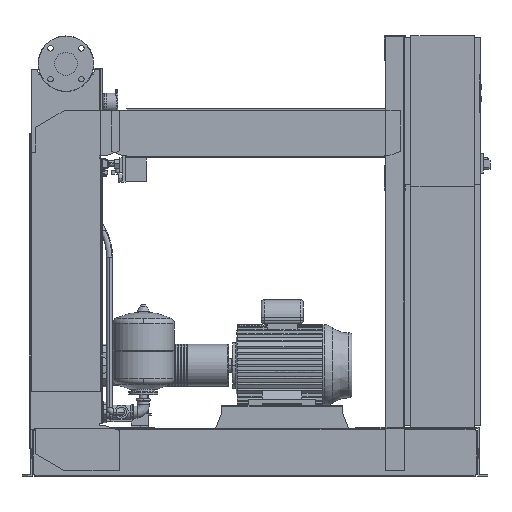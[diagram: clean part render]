
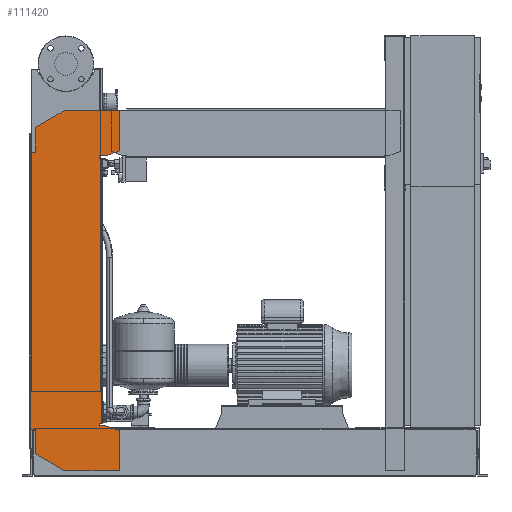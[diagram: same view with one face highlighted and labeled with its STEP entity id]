
A CAD part, front view. The second image highlights one B-rep face of the part: STEP entity #111420.
In plain terms, the highlighted free-form (B-spline) face has degree [1, 1] with [2, 2] control points.
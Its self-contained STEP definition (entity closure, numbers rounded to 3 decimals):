
#110905=CARTESIAN_POINT('',(-102.0,-463.5,1076.0));
#110906=VERTEX_POINT('',#110905);
#110913=CARTESIAN_POINT('',(-102.0,-463.5,1158.574));
#110914=VERTEX_POINT('',#110913);
#110915=CARTESIAN_POINT('',(-102.0,-463.5,1076.0));
#110916=DIRECTION('',(0.0,0.0,1.0));
#110917=VECTOR('',#110916,82.574);
#110918=LINE('',#110915,#110917);
#110919=EDGE_CURVE('',#110906,#110914,#110918,.T.);
#110937=CARTESIAN_POINT('',(-6.,-463.5,1214.0));
#110938=VERTEX_POINT('',#110937);
#110939=CARTESIAN_POINT('',(-102.0,-463.5,1158.574));
#110940=DIRECTION('',(0.866,0.0,0.5));
#110941=VECTOR('',#110940,110.851);
#110942=LINE('',#110939,#110941);
#110943=EDGE_CURVE('',#110914,#110938,#110942,.T.);
#110961=CARTESIAN_POINT('',(177.0,-463.5,1214.0));
#110962=VERTEX_POINT('',#110961);
#110963=CARTESIAN_POINT('',(-6.,-463.5,1214.0));
#110964=DIRECTION('',(1.0,0.0,0.0));
#110965=VECTOR('',#110964,183.0);
#110966=LINE('',#110963,#110965);
#110967=EDGE_CURVE('',#110938,#110962,#110966,.T.);
#110985=CARTESIAN_POINT('',(177.0,-463.5,1080.379));
#110986=VERTEX_POINT('',#110985);
#110987=CARTESIAN_POINT('',(177.0,-463.5,1214.0));
#110988=DIRECTION('',(0.0,0.0,-1.0));
#110989=VECTOR('',#110988,133.621);
#110990=LINE('',#110987,#110989);
#110991=EDGE_CURVE('',#110962,#110986,#110990,.T.);
#111009=CARTESIAN_POINT('',(132.,-463.5,1064.0));
#111010=VERTEX_POINT('',#111009);
#111011=CARTESIAN_POINT('',(177.0,-463.5,1080.379));
#111012=DIRECTION('',(-0.94,0.0,-0.342));
#111013=VECTOR('',#111012,47.888);
#111014=LINE('',#111011,#111013);
#111015=EDGE_CURVE('',#110986,#111010,#111014,.T.);
#111033=CARTESIAN_POINT('',(112.0,-463.5,1064.0));
#111034=VERTEX_POINT('',#111033);
#111035=CARTESIAN_POINT('',(132.,-463.5,1064.0));
#111036=DIRECTION('',(-1.0,0.0,0.0));
#111037=VECTOR('',#111036,20.);
#111038=LINE('',#111035,#111037);
#111039=EDGE_CURVE('',#111010,#111034,#111038,.T.);
#111057=CARTESIAN_POINT('',(112.0,-463.5,1056.0));
#111058=VERTEX_POINT('',#111057);
#111059=CARTESIAN_POINT('',(112.0,-463.5,1064.0));
#111060=DIRECTION('',(0.0,0.0,-1.0));
#111061=VECTOR('',#111060,8.0);
#111062=LINE('',#111059,#111061);
#111063=EDGE_CURVE('',#111034,#111058,#111062,.T.);
#111081=CARTESIAN_POINT('',(120.,-463.5,1056.0));
#111082=VERTEX_POINT('',#111081);
#111083=CARTESIAN_POINT('',(112.0,-463.5,1056.0));
#111084=DIRECTION('',(1.0,0.0,0.0));
#111085=VECTOR('',#111084,8.);
#111086=LINE('',#111083,#111085);
#111087=EDGE_CURVE('',#111058,#111082,#111086,.T.);
#111105=CARTESIAN_POINT('',(120.,-463.5,176.));
#111106=VERTEX_POINT('',#111105);
#111117=CARTESIAN_POINT('',(120.,-463.5,1056.0));
#111118=DIRECTION('',(0.0,0.0,-1.0));
#111119=VECTOR('',#111118,880.);
#111120=LINE('',#111117,#111119);
#111121=EDGE_CURVE('',#111082,#111106,#111120,.T.);
#111135=CARTESIAN_POINT('',(112.,-463.5,176.));
#111136=VERTEX_POINT('',#111135);
#111137=CARTESIAN_POINT('',(120.,-463.5,176.));
#111138=DIRECTION('',(-1.0,0.0,0.0));
#111139=VECTOR('',#111138,8.);
#111140=LINE('',#111137,#111139);
#111141=EDGE_CURVE('',#111106,#111136,#111140,.T.);
#111159=CARTESIAN_POINT('',(112.,-463.5,168.));
#111160=VERTEX_POINT('',#111159);
#111161=CARTESIAN_POINT('',(112.,-463.5,176.));
#111162=DIRECTION('',(0.0,0.0,-1.0));
#111163=VECTOR('',#111162,8.0);
#111164=LINE('',#111161,#111163);
#111165=EDGE_CURVE('',#111136,#111160,#111164,.T.);
#111183=CARTESIAN_POINT('',(132.,-463.5,168.));
#111184=VERTEX_POINT('',#111183);
#111185=CARTESIAN_POINT('',(112.,-463.5,168.));
#111186=DIRECTION('',(1.0,0.0,0.0));
#111187=VECTOR('',#111186,20.0);
#111188=LINE('',#111185,#111187);
#111189=EDGE_CURVE('',#111160,#111184,#111188,.T.);
#111207=CARTESIAN_POINT('',(177.,-463.5,151.621));
#111208=VERTEX_POINT('',#111207);
#111209=CARTESIAN_POINT('',(132.,-463.5,168.));
#111210=DIRECTION('',(0.94,0.0,-0.342));
#111211=VECTOR('',#111210,47.888);
#111212=LINE('',#111209,#111211);
#111213=EDGE_CURVE('',#111184,#111208,#111212,.T.);
#111231=CARTESIAN_POINT('',(177.,-463.5,18.0));
#111232=VERTEX_POINT('',#111231);
#111233=CARTESIAN_POINT('',(177.,-463.5,151.621));
#111234=DIRECTION('',(0.0,0.0,-1.0));
#111235=VECTOR('',#111234,133.621);
#111236=LINE('',#111233,#111235);
#111237=EDGE_CURVE('',#111208,#111232,#111236,.T.);
#111255=CARTESIAN_POINT('',(-4.,-463.5,18.0));
#111256=VERTEX_POINT('',#111255);
#111257=CARTESIAN_POINT('',(177.,-463.5,18.0));
#111258=DIRECTION('',(-1.0,0.0,0.0));
#111259=VECTOR('',#111258,181.);
#111260=LINE('',#111257,#111259);
#111261=EDGE_CURVE('',#111232,#111256,#111260,.T.);
#111279=CARTESIAN_POINT('',(-102.,-463.5,74.58));
#111280=VERTEX_POINT('',#111279);
#111281=CARTESIAN_POINT('',(-4.,-463.5,18.0));
#111282=DIRECTION('',(-0.866,0.,0.5));
#111283=VECTOR('',#111282,113.161);
#111284=LINE('',#111281,#111283);
#111285=EDGE_CURVE('',#111256,#111280,#111284,.T.);
#111303=CARTESIAN_POINT('',(-102.,-463.5,156.0));
#111304=VERTEX_POINT('',#111303);
#111305=CARTESIAN_POINT('',(-102.,-463.5,74.58));
#111306=DIRECTION('',(0.0,0.0,1.0));
#111307=VECTOR('',#111306,81.42);
#111308=LINE('',#111305,#111307);
#111309=EDGE_CURVE('',#111280,#111304,#111308,.T.);
#111327=CARTESIAN_POINT('',(-122.,-463.5,156.0));
#111328=VERTEX_POINT('',#111327);
#111329=CARTESIAN_POINT('',(-102.,-463.5,156.0));
#111330=DIRECTION('',(-1.0,0.0,0.0));
#111331=VECTOR('',#111330,20.0);
#111332=LINE('',#111329,#111331);
#111333=EDGE_CURVE('',#111304,#111328,#111332,.T.);
#111351=CARTESIAN_POINT('',(-122.0,-463.5,1076.0));
#111352=VERTEX_POINT('',#111351);
#111365=CARTESIAN_POINT('',(-122.,-463.5,156.0));
#111366=DIRECTION('',(0.0,0.0,1.0));
#111367=VECTOR('',#111366,920.0);
#111368=LINE('',#111365,#111367);
#111369=EDGE_CURVE('',#111328,#111352,#111368,.T.);
#111383=CARTESIAN_POINT('',(-122.0,-463.5,1076.0));
#111384=DIRECTION('',(1.0,0.0,0.0));
#111385=VECTOR('',#111384,20.0);
#111386=LINE('',#111383,#111385);
#111387=EDGE_CURVE('',#111352,#110906,#111386,.T.);
#111393=CARTESIAN_POINT('',(-122.,-463.5,18.0));
#111394=CARTESIAN_POINT('',(177.0,-463.5,18.0));
#111395=CARTESIAN_POINT('',(-122.,-463.5,1214.0));
#111396=CARTESIAN_POINT('',(177.0,-463.5,1214.0));
#111397=B_SPLINE_SURFACE_WITH_KNOTS('',1,1,((#111393,#111395),(#111394,#111396)),.UNSPECIFIED.,.F.,.F.,.U.,(2,2),(2,2),(0.0,299.),(0.0,1196.0),.UNSPECIFIED.);
#111398=ORIENTED_EDGE('',*,*,#111387,.F.);
#111399=ORIENTED_EDGE('',*,*,#111369,.F.);
#111400=ORIENTED_EDGE('',*,*,#111333,.F.);
#111401=ORIENTED_EDGE('',*,*,#111309,.F.);
#111402=ORIENTED_EDGE('',*,*,#111285,.F.);
#111403=ORIENTED_EDGE('',*,*,#111261,.F.);
#111404=ORIENTED_EDGE('',*,*,#111237,.F.);
#111405=ORIENTED_EDGE('',*,*,#111213,.F.);
#111406=ORIENTED_EDGE('',*,*,#111189,.F.);
#111407=ORIENTED_EDGE('',*,*,#111165,.F.);
#111408=ORIENTED_EDGE('',*,*,#111141,.F.);
#111409=ORIENTED_EDGE('',*,*,#111121,.F.);
#111410=ORIENTED_EDGE('',*,*,#111087,.F.);
#111411=ORIENTED_EDGE('',*,*,#111063,.F.);
#111412=ORIENTED_EDGE('',*,*,#111039,.F.);
#111413=ORIENTED_EDGE('',*,*,#111015,.F.);
#111414=ORIENTED_EDGE('',*,*,#110991,.F.);
#111415=ORIENTED_EDGE('',*,*,#110967,.F.);
#111416=ORIENTED_EDGE('',*,*,#110943,.F.);
#111417=ORIENTED_EDGE('',*,*,#110919,.F.);
#111418=EDGE_LOOP('',(#111398,#111399,#111400,#111401,#111402,#111403,#111404,#111405,#111406,#111407,#111408,#111409,#111410,#111411,#111412,#111413,#111414,#111415,#111416,#111417));
#111419=FACE_OUTER_BOUND('',#111418,.T.);
#111420=ADVANCED_FACE('',(#111419),#111397,.T.);
